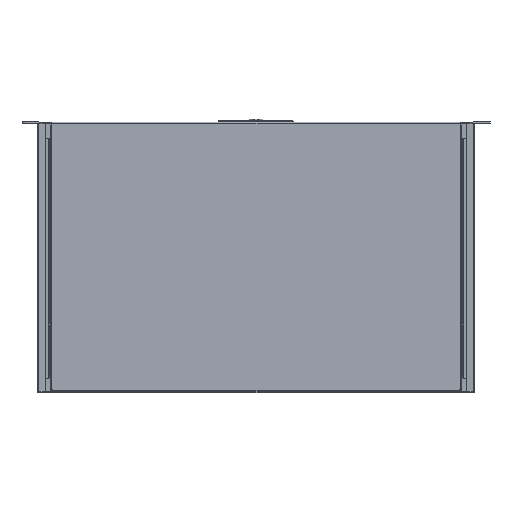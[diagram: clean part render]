
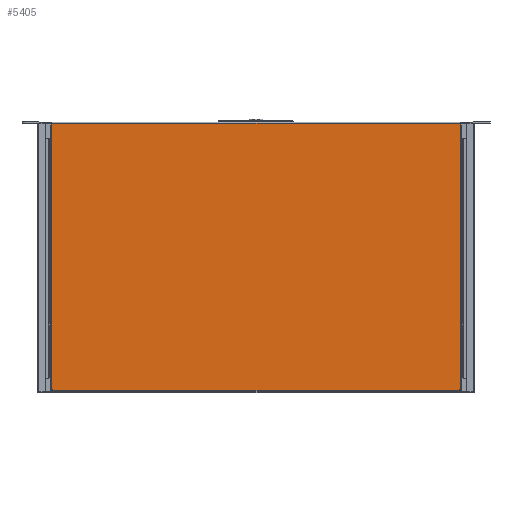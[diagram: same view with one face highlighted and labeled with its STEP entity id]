
A CAD part, front view. The second image highlights one B-rep face of the part: STEP entity #5405.
In plain terms, the highlighted planar face has unit normal (0, -1, 0).
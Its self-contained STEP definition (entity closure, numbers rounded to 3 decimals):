
#423 = ORIENTED_EDGE ( 'NONE', *, *, #2015, .T. ) ;
#1100 = CARTESIAN_POINT ( 'NONE',  ( 255.2, -93.2, 331. ) ) ;
#1275 = VECTOR ( 'NONE', #18829, 1000. ) ;
#1321 = DIRECTION ( 'NONE',  ( 0., 0., -1. ) ) ;
#2015 = EDGE_CURVE ( 'NONE', #9214, #7387, #24035, .T. ) ;
#2418 = CARTESIAN_POINT ( 'NONE',  ( -255.2, -93.2, 0.2 ) ) ;
#2673 = VERTEX_POINT ( 'NONE', #14449 ) ;
#3846 = AXIS2_PLACEMENT_3D ( 'NONE', #18556, #30231, #35252 ) ;
#4036 = LINE ( 'NONE', #25931, #4064 ) ;
#4064 = VECTOR ( 'NONE', #1321, 1000. ) ;
#5405 = ADVANCED_FACE ( 'NONE', ( #26916 ), #24223, .F. ) ;
#6629 = VERTEX_POINT ( 'NONE', #22916 ) ;
#6694 = DIRECTION ( 'NONE',  ( 0., 1., 0. ) ) ;
#7313 = CIRCLE ( 'NONE', #27379, 1.5 ) ;
#7387 = VERTEX_POINT ( 'NONE', #33789 ) ;
#7798 = CARTESIAN_POINT ( 'NONE',  ( -255.2, -93.2, -0.6 ) ) ;
#7995 = VECTOR ( 'NONE', #17268, 1000. ) ;
#8265 = EDGE_CURVE ( 'NONE', #17527, #2673, #4036, .T. ) ;
#8555 = CARTESIAN_POINT ( 'NONE',  ( -255.2, -93.2, 333.2 ) ) ;
#9214 = VERTEX_POINT ( 'NONE', #13755 ) ;
#9839 = DIRECTION ( 'NONE',  ( 0., 0., -1. ) ) ;
#10729 = VECTOR ( 'NONE', #12239, 1000. ) ;
#12120 = ORIENTED_EDGE ( 'NONE', *, *, #17446, .T. ) ;
#12144 = CARTESIAN_POINT ( 'NONE',  ( 253.931, -93.2, 0.2 ) ) ;
#12239 = DIRECTION ( 'NONE',  ( -1., 0., 0. ) ) ;
#12256 = DIRECTION ( 'NONE',  ( 1., 0., 0. ) ) ;
#12741 = ORIENTED_EDGE ( 'NONE', *, *, #22904, .T. ) ;
#13176 = CARTESIAN_POINT ( 'NONE',  ( 255.2, -93.2, 333.2 ) ) ;
#13755 = CARTESIAN_POINT ( 'NONE',  ( -255.2, -93.2, 331. ) ) ;
#14113 = VERTEX_POINT ( 'NONE', #34918 ) ;
#14449 = CARTESIAN_POINT ( 'NONE',  ( 255.2, -93.2, 331. ) ) ;
#14913 = LINE ( 'NONE', #1100, #7995 ) ;
#15272 = CARTESIAN_POINT ( 'NONE',  ( 255.2, -93.2, 333.2 ) ) ;
#15976 = EDGE_CURVE ( 'NONE', #27502, #9214, #33747, .T. ) ;
#15992 = AXIS2_PLACEMENT_3D ( 'NONE', #23048, #6694, #12256 ) ;
#16840 = VECTOR ( 'NONE', #9839, 1000. ) ;
#17268 = DIRECTION ( 'NONE',  ( 0., 0., -1. ) ) ;
#17446 = EDGE_CURVE ( 'NONE', #7387, #6629, #7313, .T. ) ;
#17527 = VERTEX_POINT ( 'NONE', #13176 ) ;
#18556 = CARTESIAN_POINT ( 'NONE',  ( 255.2, -93.2, -0.6 ) ) ;
#18829 = DIRECTION ( 'NONE',  ( 0., 0., -1. ) ) ;
#18856 = VERTEX_POINT ( 'NONE', #12144 ) ;
#19094 = EDGE_CURVE ( 'NONE', #6629, #18856, #33449, .T. ) ;
#19223 = EDGE_CURVE ( 'NONE', #2673, #14113, #14913, .T. ) ;
#22580 = EDGE_CURVE ( 'NONE', #18856, #14113, #26767, .T. ) ;
#22799 = ORIENTED_EDGE ( 'NONE', *, *, #22580, .T. ) ;
#22904 = EDGE_CURVE ( 'NONE', #17527, #27502, #23720, .T. ) ;
#22916 = CARTESIAN_POINT ( 'NONE',  ( -253.931, -93.2, 0.2 ) ) ;
#22972 = CARTESIAN_POINT ( 'NONE',  ( -255.2, -93.2, 333.2 ) ) ;
#23048 = CARTESIAN_POINT ( 'NONE',  ( -255.4, -93.2, 331. ) ) ;
#23720 = LINE ( 'NONE', #15272, #10729 ) ;
#23963 = ORIENTED_EDGE ( 'NONE', *, *, #19223, .F. ) ;
#24017 = VECTOR ( 'NONE', #24327, 1000. ) ;
#24035 = LINE ( 'NONE', #27089, #1275 ) ;
#24223 = PLANE ( 'NONE',  #15992 ) ;
#24327 = DIRECTION ( 'NONE',  ( 1., 0., 0. ) ) ;
#25931 = CARTESIAN_POINT ( 'NONE',  ( 255.2, -93.2, 333.2 ) ) ;
#26394 = ORIENTED_EDGE ( 'NONE', *, *, #19094, .T. ) ;
#26767 = CIRCLE ( 'NONE', #3846, 1.5 ) ;
#26916 = FACE_OUTER_BOUND ( 'NONE', #27222, .T. ) ;
#27089 = CARTESIAN_POINT ( 'NONE',  ( -255.2, -93.2, 331. ) ) ;
#27222 = EDGE_LOOP ( 'NONE', ( #26394, #22799, #23963, #30920, #12741, #33491, #423, #12120 ) ) ;
#27379 = AXIS2_PLACEMENT_3D ( 'NONE', #7798, #29209, #32241 ) ;
#27502 = VERTEX_POINT ( 'NONE', #8555 ) ;
#29209 = DIRECTION ( 'NONE',  ( 0., 1., 0. ) ) ;
#30231 = DIRECTION ( 'NONE',  ( 0., 1., 0. ) ) ;
#30920 = ORIENTED_EDGE ( 'NONE', *, *, #8265, .F. ) ;
#32241 = DIRECTION ( 'NONE',  ( 0., 0., 1. ) ) ;
#33449 = LINE ( 'NONE', #2418, #24017 ) ;
#33491 = ORIENTED_EDGE ( 'NONE', *, *, #15976, .T. ) ;
#33747 = LINE ( 'NONE', #22972, #16840 ) ;
#33789 = CARTESIAN_POINT ( 'NONE',  ( -255.2, -93.2, 0.9 ) ) ;
#34918 = CARTESIAN_POINT ( 'NONE',  ( 255.2, -93.2, 0.9 ) ) ;
#35252 = DIRECTION ( 'NONE',  ( 0., 0., 1. ) ) ;
